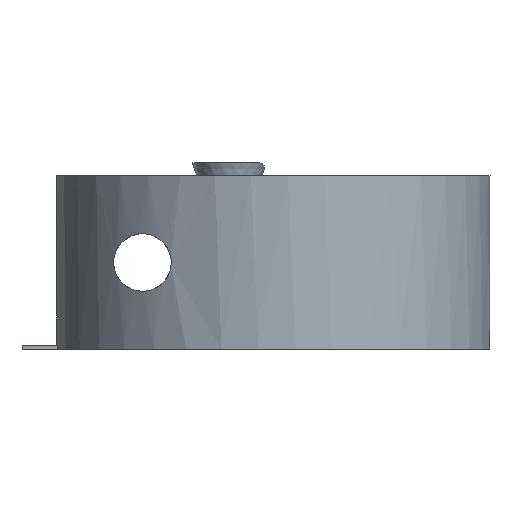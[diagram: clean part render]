
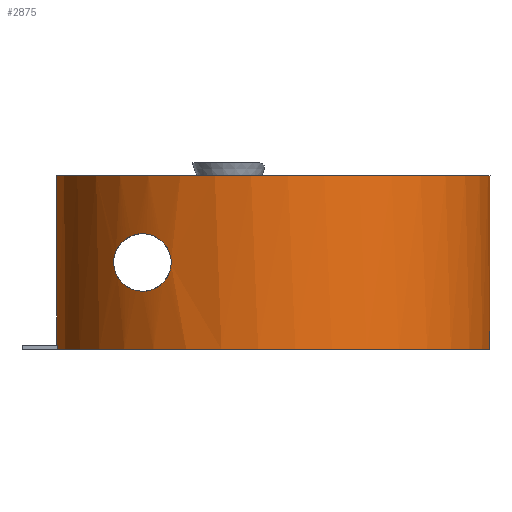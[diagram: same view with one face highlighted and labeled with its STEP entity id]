
A CAD part, front view. The second image highlights one B-rep face of the part: STEP entity #2875.
In plain terms, the highlighted cylindrical face has radius 10 mm (diameter 20 mm), a partial arc.
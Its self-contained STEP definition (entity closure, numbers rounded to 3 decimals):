
#4 = ORIENTED_EDGE ( 'NONE', *, *, #1343, .T. ) ;
#32 = EDGE_LOOP ( 'NONE', ( #1973, #2449 ) ) ;
#87 = CARTESIAN_POINT ( 'NONE',  ( -6.162, -7.878, -1.325 ) ) ;
#157 = CIRCLE ( 'NONE', #3069, 10. ) ;
#168 = CARTESIAN_POINT ( 'NONE',  ( -4.874, -8.732, 0.724 ) ) ;
#170 = VECTOR ( 'NONE', #2573, 1000. ) ;
#185 = ORIENTED_EDGE ( 'NONE', *, *, #2425, .T. ) ;
#197 = CARTESIAN_POINT ( 'NONE',  ( -4.981, -8.672, -0.865 ) ) ;
#210 = CARTESIAN_POINT ( 'NONE',  ( -4.757, -8.796, 0.468 ) ) ;
#223 = CARTESIAN_POINT ( 'NONE',  ( -4.984, -8.671, 0.869 ) ) ;
#229 = DIRECTION ( 'NONE',  ( 1., 0., 0. ) ) ;
#246 = CARTESIAN_POINT ( 'NONE',  ( 9.753, 2.211, 3.946 ) ) ;
#256 = CARTESIAN_POINT ( 'NONE',  ( 9.807, 1.955, 4. ) ) ;
#388 = EDGE_CURVE ( 'NONE', #2274, #2945, #1665, .T. ) ;
#475 = EDGE_CURVE ( 'NONE', #3051, #2945, #3079, .T. ) ;
#564 = CARTESIAN_POINT ( 'NONE',  ( 9.711, 2.391, 3.761 ) ) ;
#597 = B_SPLINE_CURVE_WITH_KNOTS ( 'NONE', 3,
 ( #2984, #87, #2683, #958, #1816, #928, #1547, #1275, #1520, #2141, #1250, #912, #3301, #3277, #2739, #3290, #2972, #622, #2375, #1534, #1220, #672 ),
 .UNSPECIFIED., .F., .F.,
 ( 4, 2, 2, 2, 2, 2, 2, 2, 2, 2, 4 ),
 ( 0.005, 0.005, 0.006, 0.006, 0.007, 0.007, 0.007, 0.008, 0.008, 0.009, 0.009 ),
 .UNSPECIFIED. ) ;
#622 = CARTESIAN_POINT ( 'NONE',  ( -6.759, -7.371, 1.098 ) ) ;
#672 = CARTESIAN_POINT ( 'NONE',  ( -6., -8., 1.325 ) ) ;
#764 = CARTESIAN_POINT ( 'NONE',  ( -4.674, -8.84, -0.186 ) ) ;
#768 = DIRECTION ( 'NONE',  ( 0., 0., -1. ) ) ;
#797 = DIRECTION ( 'NONE',  ( 0., 0., -1. ) ) ;
#809 = CARTESIAN_POINT ( 'NONE',  ( -5.24, -8.518, -1.1 ) ) ;
#814 = VECTOR ( 'NONE', #3635, 1000. ) ;
#832 = AXIS2_PLACEMENT_3D ( 'NONE', #3147, #797, #3719 ) ;
#837 = VERTEX_POINT ( 'NONE', #1996 ) ;
#888 = CARTESIAN_POINT ( 'NONE',  ( -9.938, -1.116, -3.8 ) ) ;
#912 = CARTESIAN_POINT ( 'NONE',  ( -7.325, -6.808, 0.1 ) ) ;
#922 = ORIENTED_EDGE ( 'NONE', *, *, #2591, .T. ) ;
#928 = CARTESIAN_POINT ( 'NONE',  ( -7.005, -7.139, -0.879 ) ) ;
#939 = EDGE_CURVE ( 'NONE', #3325, #837, #3518, .T. ) ;
#958 = CARTESIAN_POINT ( 'NONE',  ( -6.618, -7.499, -1.183 ) ) ;
#1066 = CARTESIAN_POINT ( 'NONE',  ( 0., 0., 4. ) ) ;
#1128 = AXIS2_PLACEMENT_3D ( 'NONE', #3171, #2928, #2095 ) ;
#1183 = CYLINDRICAL_SURFACE ( 'NONE', #832, 10. ) ;
#1220 = CARTESIAN_POINT ( 'NONE',  ( -6.163, -7.877, 1.325 ) ) ;
#1250 = CARTESIAN_POINT ( 'NONE',  ( -7.325, -6.808, -0.102 ) ) ;
#1275 = CARTESIAN_POINT ( 'NONE',  ( -7.235, -6.904, -0.49 ) ) ;
#1276 = FACE_BOUND ( 'NONE', #32, .T. ) ;
#1343 = EDGE_CURVE ( 'NONE', #2274, #3038, #2247, .T. ) ;
#1359 = CARTESIAN_POINT ( 'NONE',  ( 9.697, 2.443, 3.5 ) ) ;
#1363 = DIRECTION ( 'NONE',  ( 0., 0., 1. ) ) ;
#1415 = CARTESIAN_POINT ( 'NONE',  ( -6., -8., -1.325 ) ) ;
#1520 = CARTESIAN_POINT ( 'NONE',  ( -7.268, -6.869, -0.398 ) ) ;
#1534 = CARTESIAN_POINT ( 'NONE',  ( -6.323, -7.75, 1.295 ) ) ;
#1547 = CARTESIAN_POINT ( 'NONE',  ( -7.114, -7.028, -0.74 ) ) ;
#1665 = LINE ( 'NONE', #2279, #170 ) ;
#1684 = CARTESIAN_POINT ( 'NONE',  ( -4.727, -8.812, 0.38 ) ) ;
#1701 = VECTOR ( 'NONE', #768, 1000. ) ;
#1712 = DIRECTION ( 'NONE',  ( 0., 0., 1. ) ) ;
#1727 = CARTESIAN_POINT ( 'NONE',  ( 9.697, 2.443, 3.632 ) ) ;
#1744 = CARTESIAN_POINT ( 'NONE',  ( -9.912, -1.322, -3.8 ) ) ;
#1759 = ORIENTED_EDGE ( 'NONE', *, *, #388, .F. ) ;
#1816 = CARTESIAN_POINT ( 'NONE',  ( -6.758, -7.373, -1.099 ) ) ;
#1817 = VERTEX_POINT ( 'NONE', #1415 ) ;
#1873 = LINE ( 'NONE', #3004, #814 ) ;
#1948 = CARTESIAN_POINT ( 'NONE',  ( -6., -8., 1.325 ) ) ;
#1965 = EDGE_CURVE ( 'NONE', #1817, #2675, #597, .T. ) ;
#1972 = CARTESIAN_POINT ( 'NONE',  ( -5.245, -8.516, 1.103 ) ) ;
#1973 = ORIENTED_EDGE ( 'NONE', *, *, #2916, .T. ) ;
#1983 = CARTESIAN_POINT ( 'NONE',  ( -5.848, -8.114, -1.325 ) ) ;
#1996 = CARTESIAN_POINT ( 'NONE',  ( 9.807, 1.955, 4. ) ) ;
#2039 = CARTESIAN_POINT ( 'NONE',  ( 9.697, 2.443, 3.5 ) ) ;
#2095 = DIRECTION ( 'NONE',  ( 1., 0., 0. ) ) ;
#2115 = ORIENTED_EDGE ( 'NONE', *, *, #2899, .F. ) ;
#2141 = CARTESIAN_POINT ( 'NONE',  ( -7.313, -6.821, -0.205 ) ) ;
#2179 = ORIENTED_EDGE ( 'NONE', *, *, #475, .T. ) ;
#2233 = CARTESIAN_POINT ( 'NONE',  ( -5.694, -8.223, 1.299 ) ) ;
#2247 = CIRCLE ( 'NONE', #2390, 10. ) ;
#2261 = CARTESIAN_POINT ( 'NONE',  ( -5.388, -8.426, -1.186 ) ) ;
#2274 = VERTEX_POINT ( 'NONE', #3257 ) ;
#2277 = CARTESIAN_POINT ( 'NONE',  ( -6., -8., -1.325 ) ) ;
#2279 = CARTESIAN_POINT ( 'NONE',  ( -9.912, -1.322, 4. ) ) ;
#2281 = CARTESIAN_POINT ( 'NONE',  ( -6., -8., 1.325 ) ) ;
#2375 = CARTESIAN_POINT ( 'NONE',  ( -6.619, -7.498, 1.182 ) ) ;
#2390 = AXIS2_PLACEMENT_3D ( 'NONE', #3476, #1712, #229 ) ;
#2425 = EDGE_CURVE ( 'NONE', #3038, #3325, #1873, .T. ) ;
#2449 = ORIENTED_EDGE ( 'NONE', *, *, #1965, .T. ) ;
#2524 = CARTESIAN_POINT ( 'NONE',  ( -4.686, -8.834, 0.196 ) ) ;
#2541 = DIRECTION ( 'NONE',  ( 1., 0., 0. ) ) ;
#2554 = CARTESIAN_POINT ( 'NONE',  ( -5.691, -8.225, -1.299 ) ) ;
#2573 = DIRECTION ( 'NONE',  ( 0., 0., 1. ) ) ;
#2591 = EDGE_CURVE ( 'NONE', #3289, #3051, #3671, .T. ) ;
#2675 = VERTEX_POINT ( 'NONE', #2281 ) ;
#2683 = CARTESIAN_POINT ( 'NONE',  ( -6.322, -7.751, -1.295 ) ) ;
#2692 = CARTESIAN_POINT ( 'NONE',  ( 9.697, 2.443, -4. ) ) ;
#2739 = CARTESIAN_POINT ( 'NONE',  ( -7.235, -6.903, 0.488 ) ) ;
#2828 = CARTESIAN_POINT ( 'NONE',  ( -4.716, -8.819, -0.377 ) ) ;
#2843 = CARTESIAN_POINT ( 'NONE',  ( -5.391, -8.424, 1.188 ) ) ;
#2875 = ADVANCED_FACE ( 'NONE', ( #1276, #3058 ), #1183, .T. ) ;
#2899 = EDGE_CURVE ( 'NONE', #3289, #837, #157, .T. ) ;
#2916 = EDGE_CURVE ( 'NONE', #2675, #1817, #3198, .T. ) ;
#2928 = DIRECTION ( 'NONE',  ( 0., 0., 1. ) ) ;
#2945 = VERTEX_POINT ( 'NONE', #1744 ) ;
#2972 = CARTESIAN_POINT ( 'NONE',  ( -7.006, -7.138, 0.878 ) ) ;
#2984 = CARTESIAN_POINT ( 'NONE',  ( -6., -8., -1.325 ) ) ;
#3004 = CARTESIAN_POINT ( 'NONE',  ( 9.697, 2.443, 4. ) ) ;
#3038 = VERTEX_POINT ( 'NONE', #2692 ) ;
#3051 = VERTEX_POINT ( 'NONE', #888 ) ;
#3058 = FACE_OUTER_BOUND ( 'NONE', #3751, .T. ) ;
#3069 = AXIS2_PLACEMENT_3D ( 'NONE', #1066, #1363, #2541 ) ;
#3079 = CIRCLE ( 'NONE', #1128, 10. ) ;
#3134 = CARTESIAN_POINT ( 'NONE',  ( -4.87, -8.735, -0.716 ) ) ;
#3147 = CARTESIAN_POINT ( 'NONE',  ( 0., 0., 4. ) ) ;
#3171 = CARTESIAN_POINT ( 'NONE',  ( 0., 0., -3.8 ) ) ;
#3198 = B_SPLINE_CURVE_WITH_KNOTS ( 'NONE', 3,
 ( #1948, #3747, #2233, #2843, #1972, #223, #168, #210, #1684, #2524, #3728, #764, #2828, #3134, #197, #809, #2261, #2554, #1983, #2277 ),
 .UNSPECIFIED., .F., .F.,
 ( 4, 2, 2, 2, 2, 2, 2, 2, 2, 4 ),
 ( 0., 0.001, 0.001, 0.002, 0.002, 0.002, 0.003, 0.003, 0.004, 0.005 ),
 .UNSPECIFIED. ) ;
#3257 = CARTESIAN_POINT ( 'NONE',  ( -9.912, -1.322, -4. ) ) ;
#3277 = CARTESIAN_POINT ( 'NONE',  ( -7.268, -6.868, 0.396 ) ) ;
#3289 = VERTEX_POINT ( 'NONE', #3667 ) ;
#3290 = CARTESIAN_POINT ( 'NONE',  ( -7.115, -7.028, 0.739 ) ) ;
#3301 = CARTESIAN_POINT ( 'NONE',  ( -7.313, -6.821, 0.203 ) ) ;
#3325 = VERTEX_POINT ( 'NONE', #1359 ) ;
#3476 = CARTESIAN_POINT ( 'NONE',  ( 0., 0., -4. ) ) ;
#3518 = B_SPLINE_CURVE_WITH_KNOTS ( 'NONE', 3,
 ( #2039, #1727, #564, #246, #3536, #256 ),
 .UNSPECIFIED., .F., .F.,
 ( 4, 2, 4 ),
 ( 0., 0., 0.001 ),
 .UNSPECIFIED. ) ;
#3536 = CARTESIAN_POINT ( 'NONE',  ( 9.781, 2.084, 4. ) ) ;
#3605 = ORIENTED_EDGE ( 'NONE', *, *, #939, .T. ) ;
#3635 = DIRECTION ( 'NONE',  ( 0., 0., 1. ) ) ;
#3667 = CARTESIAN_POINT ( 'NONE',  ( -9.938, -1.116, 4. ) ) ;
#3671 = LINE ( 'NONE', #3733, #1701 ) ;
#3719 = DIRECTION ( 'NONE',  ( -1., 0., 0. ) ) ;
#3728 = CARTESIAN_POINT ( 'NONE',  ( -4.675, -8.84, 0.099 ) ) ;
#3733 = CARTESIAN_POINT ( 'NONE',  ( -9.938, -1.116, 4. ) ) ;
#3747 = CARTESIAN_POINT ( 'NONE',  ( -5.847, -8.115, 1.325 ) ) ;
#3751 = EDGE_LOOP ( 'NONE', ( #1759, #4, #185, #3605, #2115, #922, #2179 ) ) ;
